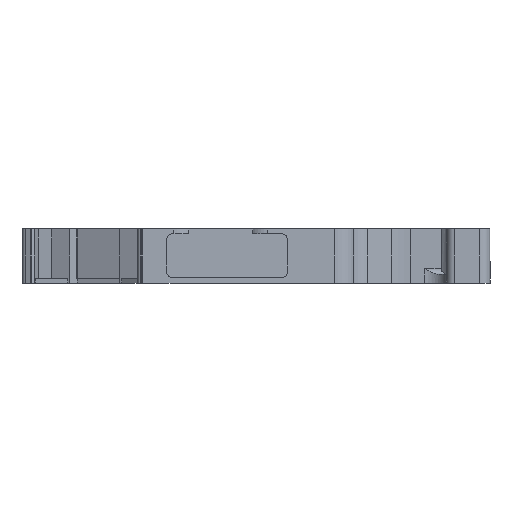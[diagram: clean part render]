
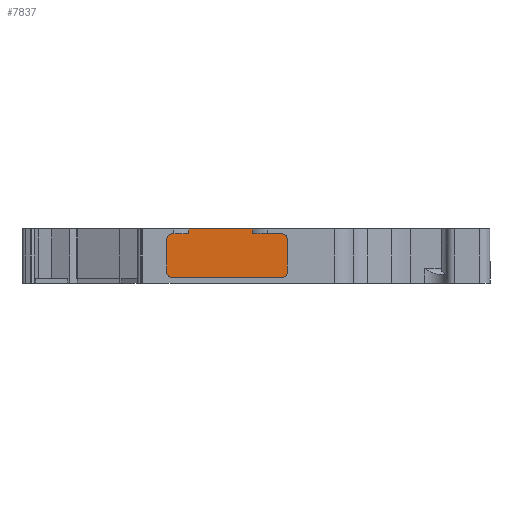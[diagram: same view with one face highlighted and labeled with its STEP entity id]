
A CAD part, left-side view. The second image highlights one B-rep face of the part: STEP entity #7837.
In plain terms, the highlighted planar face has unit normal (-1, 0, 0).
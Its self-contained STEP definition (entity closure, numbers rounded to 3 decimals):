
#126 = CARTESIAN_POINT ( 'NONE',  ( -96.237, 9.164, 33.809 ) ) ;
#253 = DIRECTION ( 'NONE',  ( 0., -1., 0. ) ) ;
#259 = VECTOR ( 'NONE', #10742, 1000. ) ;
#340 = DIRECTION ( 'NONE',  ( 1., 0., 0. ) ) ;
#357 = CARTESIAN_POINT ( 'NONE',  ( -96.237, -1.809, 36.809 ) ) ;
#370 = CARTESIAN_POINT ( 'NONE',  ( -96.237, 8.664, 33.809 ) ) ;
#492 = DIRECTION ( 'NONE',  ( 0., -1., 0. ) ) ;
#870 = CARTESIAN_POINT ( 'NONE',  ( -96.237, -1.809, 20.744 ) ) ;
#1154 = LINE ( 'NONE', #6896, #9909 ) ;
#1157 = DIRECTION ( 'NONE',  ( 1., 0., 0. ) ) ;
#1166 = EDGE_CURVE ( 'NONE', #5671, #2576, #9480, .T. ) ;
#1185 = VERTEX_POINT ( 'NONE', #4145 ) ;
#1402 = VERTEX_POINT ( 'NONE', #9254 ) ;
#1613 = EDGE_CURVE ( 'NONE', #4059, #9409, #9454, .T. ) ;
#1921 = AXIS2_PLACEMENT_3D ( 'NONE', #11277, #5941, #492 ) ;
#1938 = ORIENTED_EDGE ( 'NONE', *, *, #7456, .F. ) ;
#2035 = EDGE_CURVE ( 'NONE', #8040, #9409, #7233, .T. ) ;
#2576 = VERTEX_POINT ( 'NONE', #3728 ) ;
#2692 = VECTOR ( 'NONE', #4552, 1000. ) ;
#2730 = DIRECTION ( 'NONE',  ( 0., 0., -1. ) ) ;
#2869 = VERTEX_POINT ( 'NONE', #126 ) ;
#3057 = AXIS2_PLACEMENT_3D ( 'NONE', #9479, #10186, #8515 ) ;
#3455 = EDGE_CURVE ( 'NONE', #3683, #4843, #7815, .T. ) ;
#3505 = AXIS2_PLACEMENT_3D ( 'NONE', #370, #340, #253 ) ;
#3656 = ORIENTED_EDGE ( 'NONE', *, *, #4533, .F. ) ;
#3683 = VERTEX_POINT ( 'NONE', #5938 ) ;
#3728 = CARTESIAN_POINT ( 'NONE',  ( -96.237, 7.194, 37.309 ) ) ;
#3873 = ORIENTED_EDGE ( 'NONE', *, *, #10928, .F. ) ;
#4059 = VERTEX_POINT ( 'NONE', #5888 ) ;
#4071 = CIRCLE ( 'NONE', #3505, 0.5 ) ;
#4100 = VECTOR ( 'NONE', #11611, 1000. ) ;
#4145 = CARTESIAN_POINT ( 'NONE',  ( -96.237, 1.34, 37.309 ) ) ;
#4185 = DIRECTION ( 'NONE',  ( 0., -1., 0. ) ) ;
#4195 = CARTESIAN_POINT ( 'NONE',  ( -96.237, -2.483, 37.309 ) ) ;
#4205 = ORIENTED_EDGE ( 'NONE', *, *, #3455, .T. ) ;
#4238 = CIRCLE ( 'NONE', #1921, 0.5 ) ;
#4320 = DIRECTION ( 'NONE',  ( 0., 1., 0. ) ) ;
#4423 = CARTESIAN_POINT ( 'NONE',  ( -96.237, 8.664, 37.309 ) ) ;
#4443 = CARTESIAN_POINT ( 'NONE',  ( -96.237, -2.483, 37.309 ) ) ;
#4507 = CARTESIAN_POINT ( 'NONE',  ( -96.237, 1.34, 35.809 ) ) ;
#4515 = ORIENTED_EDGE ( 'NONE', *, *, #10294, .F. ) ;
#4522 = EDGE_LOOP ( 'NONE', ( #7720, #6334, #3873, #4515, #1938, #8240, #9738, #7255, #6572, #10283, #3656, #4205 ) ) ;
#4533 = EDGE_CURVE ( 'NONE', #3683, #1185, #7276, .T. ) ;
#4552 = DIRECTION ( 'NONE',  ( 0., 0., -1. ) ) ;
#4590 = CARTESIAN_POINT ( 'NONE',  ( -96.237, -1.309, 33.309 ) ) ;
#4665 = LINE ( 'NONE', #4443, #4100 ) ;
#4797 = LINE ( 'NONE', #5538, #7242 ) ;
#4843 = VERTEX_POINT ( 'NONE', #7670 ) ;
#5300 = VECTOR ( 'NONE', #2730, 1000. ) ;
#5509 = CARTESIAN_POINT ( 'NONE',  ( -96.237, 8.664, 33.309 ) ) ;
#5538 = CARTESIAN_POINT ( 'NONE',  ( -96.237, 7.194, 35.809 ) ) ;
#5611 = CARTESIAN_POINT ( 'NONE',  ( -96.237, 9.164, 36.809 ) ) ;
#5671 = VERTEX_POINT ( 'NONE', #4423 ) ;
#5716 = LINE ( 'NONE', #870, #5300 ) ;
#5888 = CARTESIAN_POINT ( 'NONE',  ( -96.237, -1.809, 33.809 ) ) ;
#5938 = CARTESIAN_POINT ( 'NONE',  ( -96.237, 1.34, 37.759 ) ) ;
#5941 = DIRECTION ( 'NONE',  ( 1., 0., 0. ) ) ;
#6334 = ORIENTED_EDGE ( 'NONE', *, *, #1166, .F. ) ;
#6572 = ORIENTED_EDGE ( 'NONE', *, *, #10622, .F. ) ;
#6602 = CARTESIAN_POINT ( 'NONE',  ( -96.237, -1.309, 36.809 ) ) ;
#6670 = AXIS2_PLACEMENT_3D ( 'NONE', #6602, #1157, #7519 ) ;
#6896 = CARTESIAN_POINT ( 'NONE',  ( -96.237, 9.164, 20.744 ) ) ;
#7233 = LINE ( 'NONE', #10758, #259 ) ;
#7242 = VECTOR ( 'NONE', #10881, 1000. ) ;
#7255 = ORIENTED_EDGE ( 'NONE', *, *, #8371, .F. ) ;
#7276 = LINE ( 'NONE', #4507, #2692 ) ;
#7419 = VECTOR ( 'NONE', #4185, 1000. ) ;
#7456 = EDGE_CURVE ( 'NONE', #8040, #2869, #4071, .T. ) ;
#7519 = DIRECTION ( 'NONE',  ( 0., -1., 0. ) ) ;
#7670 = CARTESIAN_POINT ( 'NONE',  ( -96.237, 7.194, 37.759 ) ) ;
#7720 = ORIENTED_EDGE ( 'NONE', *, *, #11304, .F. ) ;
#7815 = LINE ( 'NONE', #11187, #10148 ) ;
#7837 = ADVANCED_FACE ( 'NONE', ( #11354 ), #9290, .T. ) ;
#7844 = CIRCLE ( 'NONE', #6670, 0.5 ) ;
#7932 = VERTEX_POINT ( 'NONE', #357 ) ;
#8040 = VERTEX_POINT ( 'NONE', #5509 ) ;
#8240 = ORIENTED_EDGE ( 'NONE', *, *, #2035, .T. ) ;
#8371 = EDGE_CURVE ( 'NONE', #7932, #4059, #5716, .T. ) ;
#8515 = DIRECTION ( 'NONE',  ( 0., -1., 0. ) ) ;
#8647 = DIRECTION ( 'NONE',  ( 0., 0., 1. ) ) ;
#9254 = CARTESIAN_POINT ( 'NONE',  ( -96.237, -1.309, 37.309 ) ) ;
#9290 = PLANE ( 'NONE',  #3057 ) ;
#9318 = EDGE_CURVE ( 'NONE', #1185, #1402, #4665, .T. ) ;
#9409 = VERTEX_POINT ( 'NONE', #4590 ) ;
#9454 = CIRCLE ( 'NONE', #10149, 0.5 ) ;
#9479 = CARTESIAN_POINT ( 'NONE',  ( -96.237, -0.883, 108.393 ) ) ;
#9480 = LINE ( 'NONE', #4195, #7419 ) ;
#9738 = ORIENTED_EDGE ( 'NONE', *, *, #1613, .F. ) ;
#9829 = CARTESIAN_POINT ( 'NONE',  ( -96.237, -1.309, 33.809 ) ) ;
#9851 = DIRECTION ( 'NONE',  ( 1., 0., 0. ) ) ;
#9908 = DIRECTION ( 'NONE',  ( 0., -1., 0. ) ) ;
#9909 = VECTOR ( 'NONE', #8647, 1000. ) ;
#10148 = VECTOR ( 'NONE', #4320, 1000. ) ;
#10149 = AXIS2_PLACEMENT_3D ( 'NONE', #9829, #9851, #9908 ) ;
#10186 = DIRECTION ( 'NONE',  ( -1., 0., 0. ) ) ;
#10283 = ORIENTED_EDGE ( 'NONE', *, *, #9318, .F. ) ;
#10294 = EDGE_CURVE ( 'NONE', #2869, #11351, #1154, .T. ) ;
#10622 = EDGE_CURVE ( 'NONE', #1402, #7932, #7844, .T. ) ;
#10742 = DIRECTION ( 'NONE',  ( 0., -1., 0. ) ) ;
#10758 = CARTESIAN_POINT ( 'NONE',  ( -96.237, 11.345, 33.309 ) ) ;
#10881 = DIRECTION ( 'NONE',  ( 0., 0., 1. ) ) ;
#10928 = EDGE_CURVE ( 'NONE', #11351, #5671, #4238, .T. ) ;
#11187 = CARTESIAN_POINT ( 'NONE',  ( -96.237, -0.883, 37.759 ) ) ;
#11277 = CARTESIAN_POINT ( 'NONE',  ( -96.237, 8.664, 36.809 ) ) ;
#11304 = EDGE_CURVE ( 'NONE', #2576, #4843, #4797, .T. ) ;
#11351 = VERTEX_POINT ( 'NONE', #5611 ) ;
#11354 = FACE_OUTER_BOUND ( 'NONE', #4522, .T. ) ;
#11611 = DIRECTION ( 'NONE',  ( 0., -1., 0. ) ) ;
